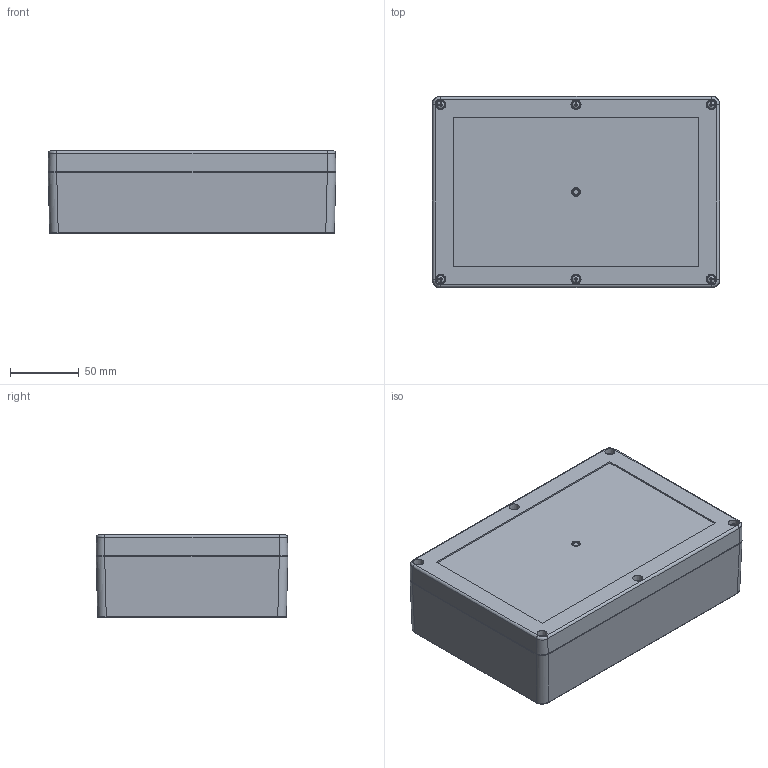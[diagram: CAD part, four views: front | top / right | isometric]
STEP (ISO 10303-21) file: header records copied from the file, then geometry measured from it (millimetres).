
FILE_DESCRIPTION(/* description */ (''),/* implementation_level */ '2;1');
FILE_NAME(/* name */ '2504619_3D.stp',/* time_stamp */ '2022-05-23T08:13:25+02:00',/* author */ ('haertel'),/* organization */ (''),/* preprocessor_version */ 'ST-DEVELOPER v18.1',/* originating_system */ 'Autodesk Inventor 2022',/* authorisation */ '');
FILE_SCHEMA (('AUTOMOTIVE_DESIGN { 1 0 10303 214 3 1 1 }'));
Products named in the file (7): 2504619_3D; 2504619_3D_17; 2504619_3D_1; 2504619_3D_16; 2504619_3D_15; GWDBU_Pencom_M3 - IN2304 - TMZ-M3-5.2; DIN 7985 M3x17x12
Assembly tree (16 placements, depth 2):
  2504619_3D
    2504619_3D_17
    2504619_3D_1
    2504619_3D_16
    2504619_3D_15
    GWDBU_Pencom_M3 - IN2304 - TMZ-M3-5.2  x6
    DIN 7985 M3x17x12  x6
Bounding box: 209.7 x 139.76 x 60.04 mm (x, y, z)
Volume: 332508.7 mm3; surface area: 240382.6 mm2
Topology: 16 solids, 16 shells, 2674 faces, 6027 edges, 3482 vertices
Faces by surface type: plane 1657, cone 504, bspline 322, cylinder 172, torus 13, sphere 6
Full cylindrical faces by diameter (mm): 2.5 x6, 2.7 x6, 2.75 x6, 3 x6, 3.177 x12, 3.197 x13, 3.5 x6, 3.65 x24, 3.797 x2, 3.877 x4, 4 x6, 4.177 x4, 6.495 x1
Entity records: 52976 total; most frequent: CARTESIAN_POINT 23802, ORIENTED_EDGE 6384, DIRECTION 5301, EDGE_CURVE 3192, VERTEX_POINT 2007, AXIS2_PLACEMENT_3D 1855, LINE 1591, VECTOR 1591
